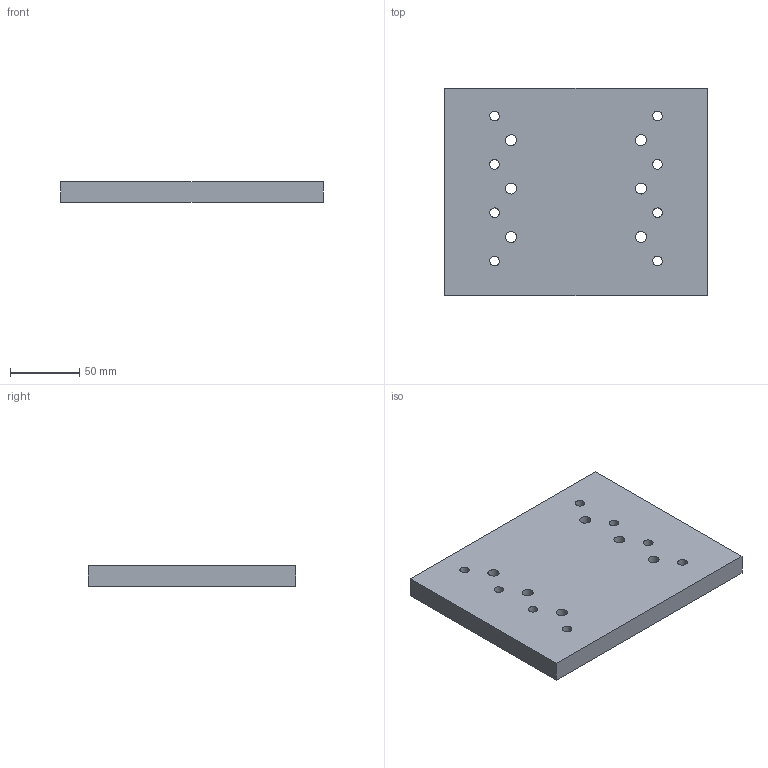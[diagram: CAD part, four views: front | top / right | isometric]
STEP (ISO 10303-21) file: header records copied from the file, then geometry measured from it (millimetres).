
FILE_DESCRIPTION(('CATIA V5 STEP Exchange'),'2;1');
FILE_NAME('Placa_de_baza.stp','2024-03-02T21:18:23+00:00',('none'),('none'),'CATIA Version 5 Release 21 GA (IN-10)','CATIA V5 STEP AP203','none');
FILE_SCHEMA(('CONFIG_CONTROL_DESIGN'));
Length unit declared in the file: millimetre
Products named in the file (1): Placa_de_baza
Bounding box: 190 x 150 x 15 mm (x, y, z)
Volume: 418466.8 mm3; surface area: 70865.2 mm2
Topology: 1 solids, 1 shells, 34 faces, 96 edges, 64 vertices
Faces by surface type: cylinder 28, plane 6
Entity records: 1112 total; most frequent: ORIENTED_EDGE 192, CARTESIAN_POINT 182, DIRECTION 138, EDGE_CURVE 96, AXIS2_PLACEMENT_3D 78, VERTEX_POINT 64, EDGE_LOOP 62, CIRCLE 56
